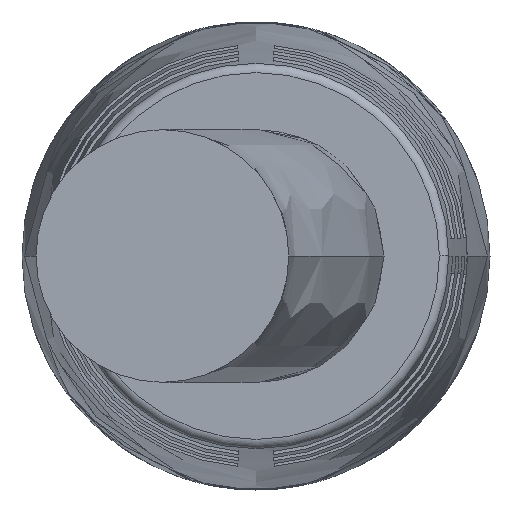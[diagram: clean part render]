
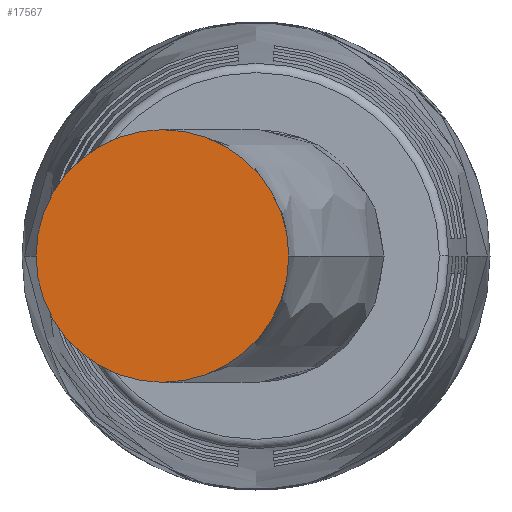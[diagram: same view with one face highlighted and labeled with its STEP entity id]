
A CAD part, front view. The second image highlights one B-rep face of the part: STEP entity #17567.
In plain terms, the highlighted planar face has unit normal (0, -1, 0).
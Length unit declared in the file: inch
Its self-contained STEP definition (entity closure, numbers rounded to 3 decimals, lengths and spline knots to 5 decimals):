
#6869=CARTESIAN_POINT('',(-0.07874,-1.90748,0.));
#6870=DIRECTION('',(0.,1.,0.));
#6871=DIRECTION('',(-1.,0.,0.));
#6872=AXIS2_PLACEMENT_3D('',#6869,#6870,#6871);
#6874=CARTESIAN_POINT('',(-0.07874,-1.90748,0.));
#6875=DIRECTION('',(0.,1.,0.));
#6876=DIRECTION('',(1.,0.,0.));
#6877=AXIS2_PLACEMENT_3D('',#6874,#6875,#6876);
#10660=CARTESIAN_POINT('',(-0.18504,-1.90748,0.));
#10661=CARTESIAN_POINT('',(0.02756,-1.90748,0.));
#10662=VERTEX_POINT('',#10660);
#10663=VERTEX_POINT('',#10661);
#17557=CARTESIAN_POINT('',(-0.07874,-1.90748,0.));
#17558=DIRECTION('',(0.,1.,0.));
#17559=DIRECTION('',(-1.,0.,0.));
#17560=AXIS2_PLACEMENT_3D('',#17557,#17558,#17559);
#17561=PLANE('',#17560);
#17563=ORIENTED_EDGE('',*,*,#17562,.T.);
#17564=ORIENTED_EDGE('',*,*,#17547,.T.);
#17565=EDGE_LOOP('',(#17563,#17564));
#17566=FACE_OUTER_BOUND('',#17565,.F.);
#17567=ADVANCED_FACE('',(#17566),#17561,.F.);
#6873=CIRCLE('',#6872,0.1063);
#6878=CIRCLE('',#6877,0.1063);
#17547=EDGE_CURVE('',#10663,#10662,#6878,.T.);
#17562=EDGE_CURVE('',#10662,#10663,#6873,.T.);
